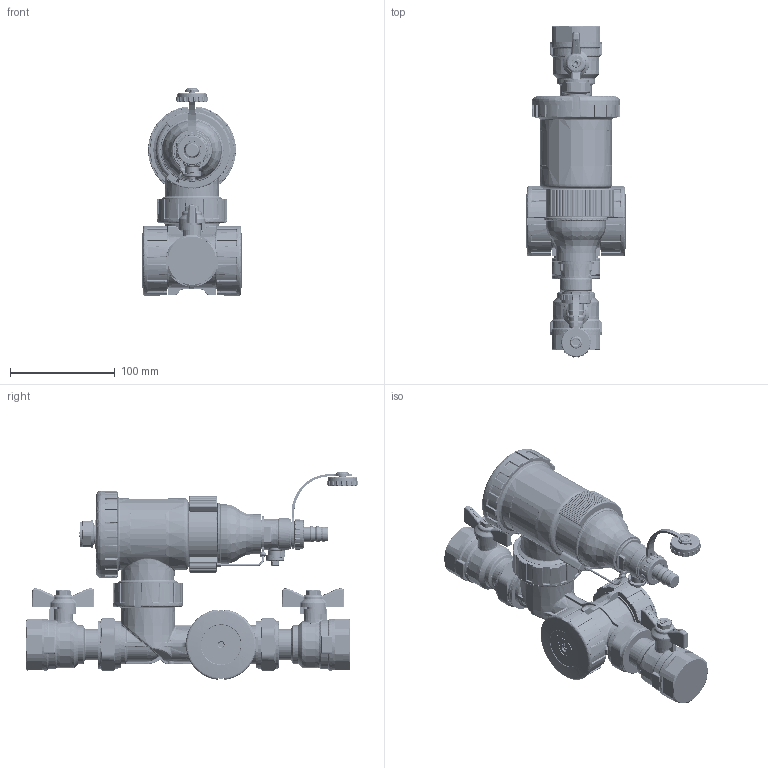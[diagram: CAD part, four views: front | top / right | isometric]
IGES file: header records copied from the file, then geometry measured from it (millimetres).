
Start section: START RECORD GO HERE.
Global section: file name: IGES_545377_-_TST.igs; native system: DASSAULT SYSTEMES CATIA Version 5-6 Release 2019 - www.3ds.com; preprocessor: V5-6R2019_5.29.3.0.06-20-2019.20.00; author: Advantage; organization: CALEFFI; date: 20200505.153626; units: millimetre
Bounding box: 95.5 x 317.46 x 198.39 mm (x, y, z)
Surface area: 152326 mm2 (no closed solid volume)
Topology: 0 solids, 0 shells, 5229 faces, 25127 edges, 24939 vertices
Faces by surface type: revolution 2153, bspline 2056, plane 1020
